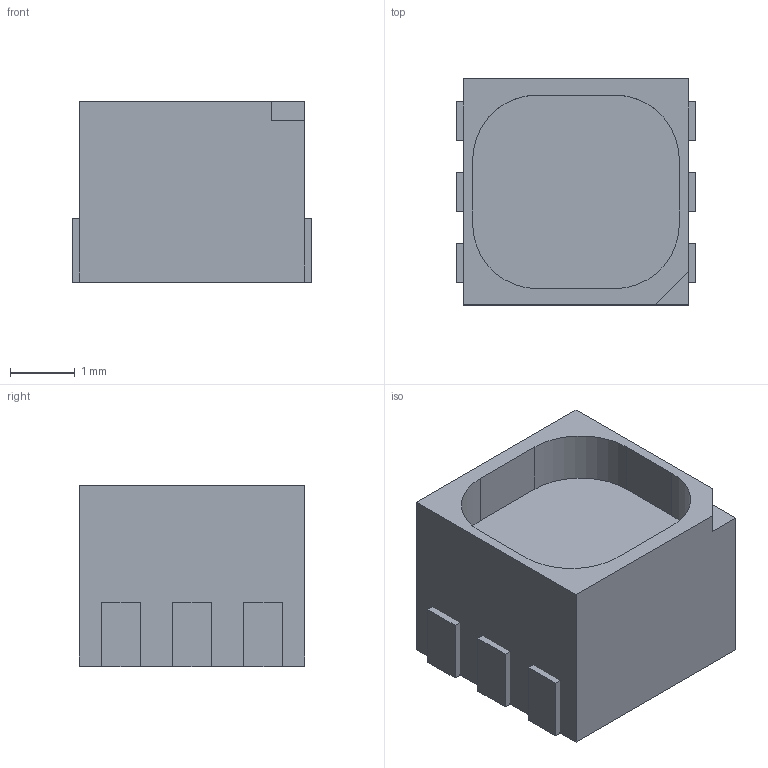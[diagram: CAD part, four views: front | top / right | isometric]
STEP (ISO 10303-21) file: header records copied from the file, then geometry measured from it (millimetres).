
FILE_DESCRIPTION(('FreeCAD Model'),'2;1');
FILE_NAME('Open CASCADE Shape Model','2025-12-13T23:21:58',(''),(''), 'Open CASCADE STEP processor 7.8','FreeCAD','Unknown');
FILE_SCHEMA(('AUTOMOTIVE_DESIGN { 1 0 10303 214 1 1 1 1 }'));
Length unit declared in the file: millimetre
Products named in the file (3): RS_3535MWAR; Group005; difference
Assembly tree (2 placements, depth 2):
  RS_3535MWAR
    Group005
    difference
Bounding box: 3.7 x 3.5 x 2.81 mm (x, y, z)
Volume: 30.5 mm3; surface area: 96.6 mm2
Topology: 7 solids, 7 shells, 53 faces, 114 edges, 76 vertices
Faces by surface type: plane 49, cylinder 4
Entity records: 1518 total; most frequent: CARTESIAN_POINT 246, DIRECTION 234, ORIENTED_EDGE 228, EDGE_CURVE 114, LINE 106, VECTOR 106, VERTEX_POINT 76, AXIS2_PLACEMENT_3D 64
